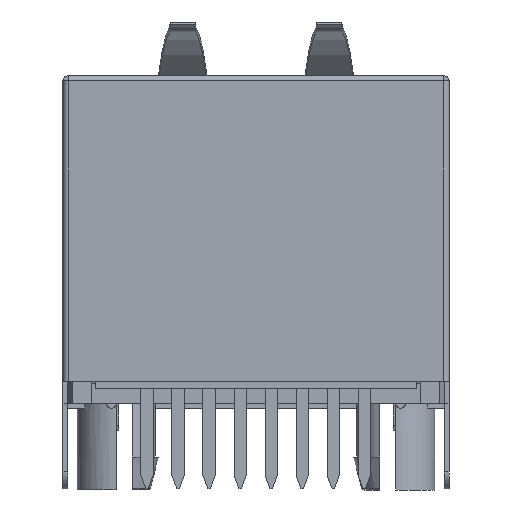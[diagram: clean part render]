
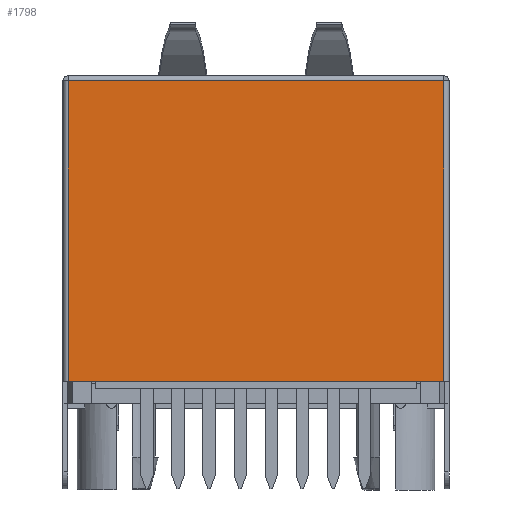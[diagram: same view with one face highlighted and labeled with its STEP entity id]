
A CAD part, front view. The second image highlights one B-rep face of the part: STEP entity #1798.
In plain terms, the highlighted face is planar.
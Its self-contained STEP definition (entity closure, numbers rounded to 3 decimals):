
#1798 = ADVANCED_FACE( '', ( #3866 ), #3867, .F. );
#3866 = FACE_OUTER_BOUND( '', #6703, .T. );
#3867 = PLANE( '', #6704 );
#6703 = EDGE_LOOP( '', ( #11991, #11992, #11993, #11994 ) );
#6704 = AXIS2_PLACEMENT_3D( '', #11995, #11996, #11997 );
#11991 = ORIENTED_EDGE( '', *, *, #16831, .F. );
#11992 = ORIENTED_EDGE( '', *, *, #17730, .T. );
#11993 = ORIENTED_EDGE( '', *, *, #17731, .T. );
#11994 = ORIENTED_EDGE( '', *, *, #16807, .T. );
#11995 = CARTESIAN_POINT( '', ( 10.57, 7.7, 6.6 ) );
#11996 = DIRECTION( '', ( -1., 0., 0. ) );
#11997 = DIRECTION( '', ( 0., 0., 1. ) );
#16807 = EDGE_CURVE( '', #19921, #20528, #20530, .T. );
#16831 = EDGE_CURVE( '', #20566, #20528, #20568, .F. );
#17730 = EDGE_CURVE( '', #20566, #21904, #21905, .T. );
#17731 = EDGE_CURVE( '', #21904, #19921, #21906, .T. );
#19921 = VERTEX_POINT( '', #25018 );
#20528 = VERTEX_POINT( '', #26001 );
#20530 = LINE( '', #26003, #26004 );
#20566 = VERTEX_POINT( '', #26053 );
#20568 = LINE( '', #26055, #26056 );
#21904 = VERTEX_POINT( '', #28172 );
#21905 = LINE( '', #28173, #28174 );
#21906 = LINE( '', #28175, #28176 );
#25018 = CARTESIAN_POINT( '', ( 10.57, -7.69, 6.59 ) );
#26001 = CARTESIAN_POINT( '', ( 10.57, -7.69, -5.7 ) );
#26003 = CARTESIAN_POINT( '', ( 10.57, -7.69, 6.59 ) );
#26004 = VECTOR( '', #30838, 1000. );
#26053 = CARTESIAN_POINT( '', ( 10.57, 7.69, -5.7 ) );
#26055 = CARTESIAN_POINT( '', ( 10.57, 7.7, -5.7 ) );
#26056 = VECTOR( '', #30867, 1000. );
#28172 = CARTESIAN_POINT( '', ( 10.57, 7.69, 6.59 ) );
#28173 = CARTESIAN_POINT( '', ( 10.57, 7.69, -5.7 ) );
#28174 = VECTOR( '', #31682, 1000. );
#28175 = CARTESIAN_POINT( '', ( 10.57, 7.7, 6.59 ) );
#28176 = VECTOR( '', #31683, 1000. );
#30838 = DIRECTION( '', ( 0., 0., -1. ) );
#30867 = DIRECTION( '', ( 0., 1., 0. ) );
#31682 = DIRECTION( '', ( 0., 0., 1. ) );
#31683 = DIRECTION( '', ( 0., -1., 0. ) );
